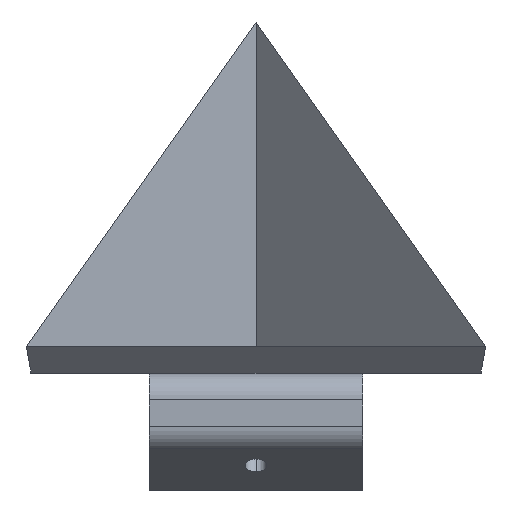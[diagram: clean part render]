
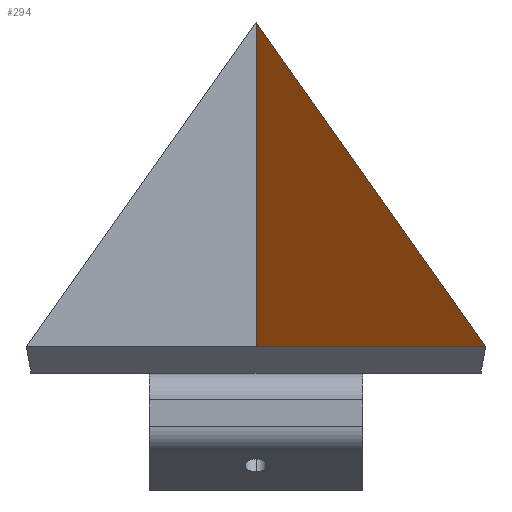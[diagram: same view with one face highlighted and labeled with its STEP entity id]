
A CAD part, top view. The second image highlights one B-rep face of the part: STEP entity #294.
In plain terms, the highlighted planar face has unit normal (-0.707, 0, 0.707).
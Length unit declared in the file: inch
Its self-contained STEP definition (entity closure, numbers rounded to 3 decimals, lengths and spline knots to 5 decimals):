
#19 = CARTESIAN_POINT ( 'NONE',  ( -0.17678, 2.68702, -2.32678 ) ) ;
#21 = CARTESIAN_POINT ( 'NONE',  ( -0.17678, 0., -2.32678 ) ) ;
#73 = DIRECTION ( 'NONE',  ( 0.707, 0., 0.707 ) ) ;
#82 = VERTEX_POINT ( 'NONE', #980 ) ;
#128 = EDGE_CURVE ( 'NONE', #689, #417, #587, .T. ) ;
#176 = ORIENTED_EDGE ( 'NONE', *, *, #494, .T. ) ;
#206 = VECTOR ( 'NONE', #712, 39.37008 ) ;
#223 = VECTOR ( 'NONE', #73, 39.37008 ) ;
#230 = CARTESIAN_POINT ( 'NONE',  ( 2.15, 0., 0. ) ) ;
#237 = CARTESIAN_POINT ( 'NONE',  ( -0.17678, 3.29056, -2.32678 ) ) ;
#283 = PLANE ( 'NONE',  #782 ) ;
#294 = ADVANCED_FACE ( 'NONE', ( #444 ), #283, .F. ) ;
#310 = VECTOR ( 'NONE', #740, 39.37008 ) ;
#320 = LINE ( 'NONE', #237, #310 ) ;
#360 = DIRECTION ( 'NONE',  ( 0.707, 0., -0.707 ) ) ;
#399 = CARTESIAN_POINT ( 'NONE',  ( 0., 3.04056, -2.15 ) ) ;
#417 = VERTEX_POINT ( 'NONE', #515 ) ;
#444 = FACE_OUTER_BOUND ( 'NONE', #779, .T. ) ;
#494 = EDGE_CURVE ( 'NONE', #689, #82, #729, .T. ) ;
#515 = CARTESIAN_POINT ( 'NONE',  ( 0., 3.04056, -2.15 ) ) ;
#521 = DIRECTION ( 'NONE',  ( 0., -1., 0. ) ) ;
#546 = CARTESIAN_POINT ( 'NONE',  ( -0.17678, 0., -2.32678 ) ) ;
#558 = EDGE_CURVE ( 'NONE', #973, #417, #320, .T. ) ;
#587 = LINE ( 'NONE', #399, #942 ) ;
#651 = LINE ( 'NONE', #230, #223 ) ;
#670 = ORIENTED_EDGE ( 'NONE', *, *, #128, .F. ) ;
#689 = VERTEX_POINT ( 'NONE', #19 ) ;
#712 = DIRECTION ( 'NONE',  ( 0., -1., 0. ) ) ;
#721 = ORIENTED_EDGE ( 'NONE', *, *, #558, .T. ) ;
#729 = LINE ( 'NONE', #546, #206 ) ;
#740 = DIRECTION ( 'NONE',  ( -0.5, 0.707, -0.5 ) ) ;
#744 = DIRECTION ( 'NONE',  ( 0.408, 0.816, 0.408 ) ) ;
#779 = EDGE_LOOP ( 'NONE', ( #721, #670, #176, #888 ) ) ;
#782 = AXIS2_PLACEMENT_3D ( 'NONE', #21, #360, #521 ) ;
#888 = ORIENTED_EDGE ( 'NONE', *, *, #972, .T. ) ;
#942 = VECTOR ( 'NONE', #744, 39.37008 ) ;
#972 = EDGE_CURVE ( 'NONE', #82, #973, #651, .T. ) ;
#973 = VERTEX_POINT ( 'NONE', #1070 ) ;
#980 = CARTESIAN_POINT ( 'NONE',  ( -0.17678, 0., -2.32678 ) ) ;
#1070 = CARTESIAN_POINT ( 'NONE',  ( 2.15, 0., 0. ) ) ;
